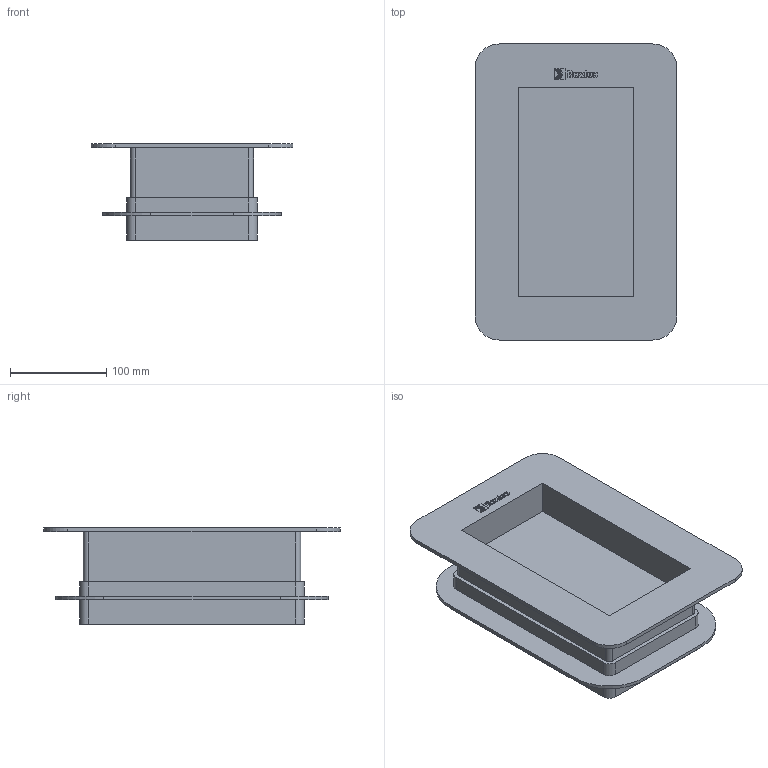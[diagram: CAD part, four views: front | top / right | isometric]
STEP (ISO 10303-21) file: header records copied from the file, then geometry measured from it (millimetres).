
FILE_DESCRIPTION(/* description */ (''),/* implementation_level */ '2;1');
FILE_NAME(/* name */ 'KOF6x1 D100.stp',/* time_stamp */ '2025-09-16T09:43:07+02:00',/* author */ ('se-danstr'),/* organization */ (''),/* preprocessor_version */ 'ST-DEVELOPER v19.2',/* originating_system */ 'Autodesk Inventor 2023',/* authorisation */ '');
FILE_SCHEMA (('AUTOMOTIVE_DESIGN { 1 0 10303 214 3 1 1 }'));
Length unit declared in the file: millimetre
Products named in the file (1): KOF6X1D100
Bounding box: 210 x 308 x 100 mm (x, y, z)
Volume: 598850.1 mm3; surface area: 313272.9 mm2
Topology: 1 solids, 1 shells, 186 faces, 488 edges, 324 vertices
Faces by surface type: plane 125, bspline 37, cylinder 24
Entity records: 6036 total; most frequent: CARTESIAN_POINT 1603, ORIENTED_EDGE 976, DIRECTION 762, EDGE_CURVE 488, LINE 366, VECTOR 366, VERTEX_POINT 324, EDGE_LOOP 206
